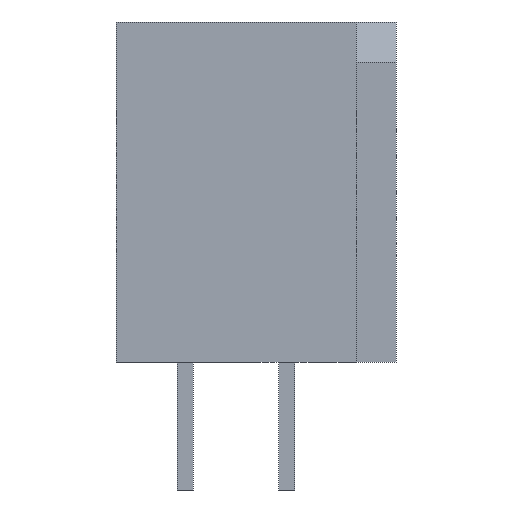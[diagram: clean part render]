
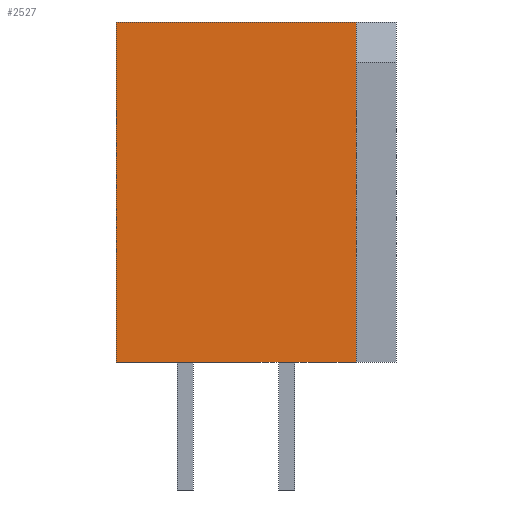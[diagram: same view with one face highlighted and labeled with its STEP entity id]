
A CAD part, left-side view. The second image highlights one B-rep face of the part: STEP entity #2527.
In plain terms, the highlighted planar face has unit normal (-1, 0, 0).
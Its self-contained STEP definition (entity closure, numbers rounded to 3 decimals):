
#61=FACE_OUTER_BOUND('',#223,.T.);
#223=EDGE_LOOP('',(#1671,#1672,#1673,#1674));
#398=LINE('',#3590,#748);
#400=LINE('',#3594,#750);
#401=LINE('',#3596,#751);
#402=LINE('',#3597,#752);
#748=VECTOR('',#2902,1000.);
#750=VECTOR('',#2906,1000.);
#751=VECTOR('',#2907,1000.);
#752=VECTOR('',#2908,1000.);
#1097=VERTEX_POINT('',#3587);
#1098=VERTEX_POINT('',#3589);
#1099=VERTEX_POINT('',#3593);
#1100=VERTEX_POINT('',#3595);
#1318=EDGE_CURVE('',#1098,#1097,#398,.T.);
#1320=EDGE_CURVE('',#1097,#1099,#400,.T.);
#1321=EDGE_CURVE('',#1100,#1099,#401,.T.);
#1322=EDGE_CURVE('',#1098,#1100,#402,.T.);
#1671=ORIENTED_EDGE('',*,*,#1320,.T.);
#1672=ORIENTED_EDGE('',*,*,#1321,.F.);
#1673=ORIENTED_EDGE('',*,*,#1322,.F.);
#1674=ORIENTED_EDGE('',*,*,#1318,.T.);
#2365=PLANE('',#2725);
#2527=ADVANCED_FACE('',(#61),#2365,.F.);
#2725=AXIS2_PLACEMENT_3D('',#3592,#2904,#2905);
#2902=DIRECTION('',(0.,0.,-1.));
#2904=DIRECTION('center_axis',(1.,0.,0.));
#2905=DIRECTION('ref_axis',(0.,1.,0.));
#2906=DIRECTION('',(0.,-1.,0.));
#2907=DIRECTION('',(0.,0.,-1.));
#2908=DIRECTION('',(0.,-1.,0.));
#3587=CARTESIAN_POINT('',(-8.89,3.49,0.083));
#3589=CARTESIAN_POINT('',(-8.89,3.49,8.583));
#3590=CARTESIAN_POINT('',(-8.89,3.49,8.583));
#3592=CARTESIAN_POINT('Origin',(-8.89,-2.51,8.583));
#3593=CARTESIAN_POINT('',(-8.89,-2.51,0.083));
#3594=CARTESIAN_POINT('',(-8.89,-2.51,0.083));
#3595=CARTESIAN_POINT('',(-8.89,-2.51,8.583));
#3596=CARTESIAN_POINT('',(-8.89,-2.51,8.583));
#3597=CARTESIAN_POINT('',(-8.89,-2.51,8.583));
